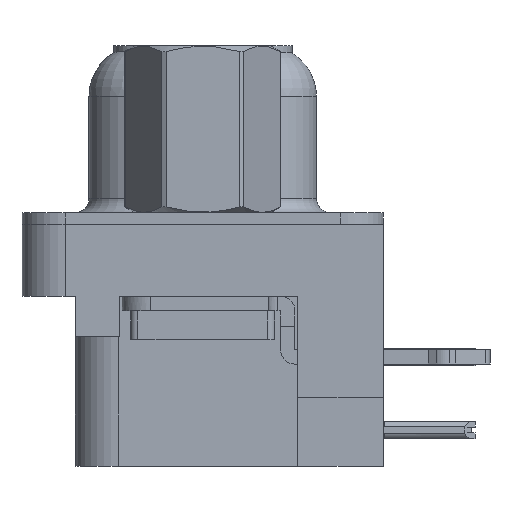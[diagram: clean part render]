
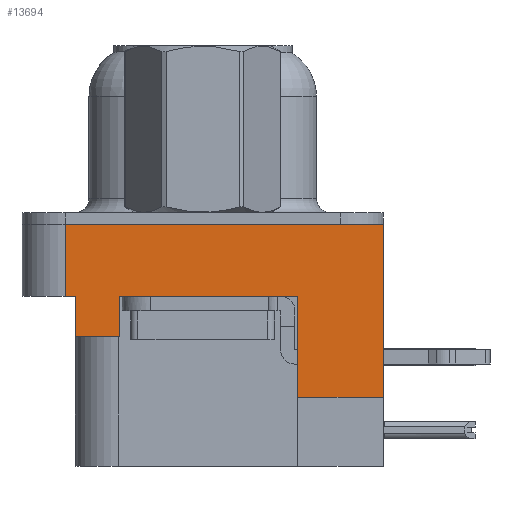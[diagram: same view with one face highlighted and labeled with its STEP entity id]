
A CAD part, left-side view. The second image highlights one B-rep face of the part: STEP entity #13694.
In plain terms, the highlighted planar face has unit normal (-1, 0, 0).
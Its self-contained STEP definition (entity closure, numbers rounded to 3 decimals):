
#765 = VECTOR ( 'NONE', #27694, 1000. ) ;
#877 = DIRECTION ( 'NONE',  ( 0., 0., 1. ) ) ;
#921 = EDGE_CURVE ( 'NONE', #17488, #12367, #26677, .T. ) ;
#1022 = ORIENTED_EDGE ( 'NONE', *, *, #17014, .F. ) ;
#2520 = LINE ( 'NONE', #26331, #3212 ) ;
#2682 = EDGE_CURVE ( 'NONE', #23647, #22049, #12725, .T. ) ;
#3212 = VECTOR ( 'NONE', #6915, 1000. ) ;
#3440 = VECTOR ( 'NONE', #22223, 1000. ) ;
#3922 = CARTESIAN_POINT ( 'NONE',  ( -2.91, 4.425, -3.9 ) ) ;
#4438 = ORIENTED_EDGE ( 'NONE', *, *, #16917, .T. ) ;
#5135 = VERTEX_POINT ( 'NONE', #15724 ) ;
#5241 = VECTOR ( 'NONE', #21613, 1000. ) ;
#5469 = CARTESIAN_POINT ( 'NONE',  ( -2.91, -3.295, -6. ) ) ;
#5741 = ORIENTED_EDGE ( 'NONE', *, *, #20605, .F. ) ;
#6031 = VECTOR ( 'NONE', #8759, 1000. ) ;
#6108 = VERTEX_POINT ( 'NONE', #5469 ) ;
#6518 = LINE ( 'NONE', #11296, #17521 ) ;
#6560 = CARTESIAN_POINT ( 'NONE',  ( -2.91, -6.275, -2.5 ) ) ;
#6706 = EDGE_LOOP ( 'NONE', ( #5741, #4438, #11926, #14942, #24137, #15454, #1022, #20114, #8660, #24470 ) ) ;
#6863 = VECTOR ( 'NONE', #24154, 1000. ) ;
#6915 = DIRECTION ( 'NONE',  ( 0., 0., 1. ) ) ;
#8035 = CARTESIAN_POINT ( 'NONE',  ( -2.91, 4.775, 0. ) ) ;
#8421 = CARTESIAN_POINT ( 'NONE',  ( -2.91, -6.275, -2.5 ) ) ;
#8660 = ORIENTED_EDGE ( 'NONE', *, *, #23749, .T. ) ;
#8759 = DIRECTION ( 'NONE',  ( 0., -1., 0. ) ) ;
#9607 = CARTESIAN_POINT ( 'NONE',  ( -2.91, 2.895, -2.5 ) ) ;
#9665 = LINE ( 'NONE', #21435, #21397 ) ;
#10235 = EDGE_CURVE ( 'NONE', #14689, #17488, #2520, .T. ) ;
#11068 = LINE ( 'NONE', #8421, #5241 ) ;
#11296 = CARTESIAN_POINT ( 'NONE',  ( -2.91, -3.295, -8.4 ) ) ;
#11466 = CARTESIAN_POINT ( 'NONE',  ( -2.91, 4.775, -2.5 ) ) ;
#11926 = ORIENTED_EDGE ( 'NONE', *, *, #921, .F. ) ;
#12367 = VERTEX_POINT ( 'NONE', #12869 ) ;
#12725 = LINE ( 'NONE', #25801, #6863 ) ;
#12869 = CARTESIAN_POINT ( 'NONE',  ( -2.91, -6.275, 0. ) ) ;
#13503 = DIRECTION ( 'NONE',  ( 0., 0., 1. ) ) ;
#13604 = FACE_OUTER_BOUND ( 'NONE', #6706, .T. ) ;
#13694 = ADVANCED_FACE ( 'NONE', ( #13604 ), #25018, .T. ) ;
#13835 = LINE ( 'NONE', #20688, #24863 ) ;
#14034 = DIRECTION ( 'NONE',  ( -1., 0., 0. ) ) ;
#14517 = CARTESIAN_POINT ( 'NONE',  ( -2.91, -6.275, -2.5 ) ) ;
#14689 = VERTEX_POINT ( 'NONE', #11466 ) ;
#14942 = ORIENTED_EDGE ( 'NONE', *, *, #10235, .F. ) ;
#15454 = ORIENTED_EDGE ( 'NONE', *, *, #2682, .F. ) ;
#15724 = CARTESIAN_POINT ( 'NONE',  ( -2.91, -6.275, -6. ) ) ;
#16232 = VERTEX_POINT ( 'NONE', #17532 ) ;
#16726 = AXIS2_PLACEMENT_3D ( 'NONE', #22788, #14034, #877 ) ;
#16917 = EDGE_CURVE ( 'NONE', #5135, #12367, #22773, .T. ) ;
#17014 = EDGE_CURVE ( 'NONE', #24121, #23647, #9665, .T. ) ;
#17488 = VERTEX_POINT ( 'NONE', #8035 ) ;
#17521 = VECTOR ( 'NONE', #13503, 1000. ) ;
#17532 = CARTESIAN_POINT ( 'NONE',  ( -2.91, -3.295, -2.5 ) ) ;
#17798 = CARTESIAN_POINT ( 'NONE',  ( -2.91, -6.495, -6. ) ) ;
#17943 = EDGE_CURVE ( 'NONE', #24121, #24084, #13835, .T. ) ;
#18227 = CARTESIAN_POINT ( 'NONE',  ( -2.91, 4.425, -2.5 ) ) ;
#18692 = CARTESIAN_POINT ( 'NONE',  ( -2.91, 2.895, -3.9 ) ) ;
#18894 = DIRECTION ( 'NONE',  ( 0., -1., 0. ) ) ;
#18984 = CARTESIAN_POINT ( 'NONE',  ( -2.91, -6.275, 0. ) ) ;
#20051 = EDGE_CURVE ( 'NONE', #6108, #16232, #6518, .T. ) ;
#20114 = ORIENTED_EDGE ( 'NONE', *, *, #17943, .T. ) ;
#20259 = LINE ( 'NONE', #17798, #3440 ) ;
#20605 = EDGE_CURVE ( 'NONE', #5135, #6108, #20259, .T. ) ;
#20688 = CARTESIAN_POINT ( 'NONE',  ( -2.91, 2.895, -3.9 ) ) ;
#20817 = VECTOR ( 'NONE', #18894, 1000. ) ;
#21397 = VECTOR ( 'NONE', #23566, 1000. ) ;
#21435 = CARTESIAN_POINT ( 'NONE',  ( -2.91, 4.425, -3.9 ) ) ;
#21613 = DIRECTION ( 'NONE',  ( 0., -1., 0. ) ) ;
#22049 = VERTEX_POINT ( 'NONE', #18227 ) ;
#22223 = DIRECTION ( 'NONE',  ( 0., 1., 0. ) ) ;
#22773 = LINE ( 'NONE', #14517, #765 ) ;
#22788 = CARTESIAN_POINT ( 'NONE',  ( -2.91, -6.275, -2.5 ) ) ;
#22912 = DIRECTION ( 'NONE',  ( 0., 0., 1. ) ) ;
#23566 = DIRECTION ( 'NONE',  ( 0., 1., 0. ) ) ;
#23595 = LINE ( 'NONE', #6560, #6031 ) ;
#23647 = VERTEX_POINT ( 'NONE', #3922 ) ;
#23749 = EDGE_CURVE ( 'NONE', #24084, #16232, #23595, .T. ) ;
#24084 = VERTEX_POINT ( 'NONE', #9607 ) ;
#24121 = VERTEX_POINT ( 'NONE', #18692 ) ;
#24137 = ORIENTED_EDGE ( 'NONE', *, *, #26568, .T. ) ;
#24154 = DIRECTION ( 'NONE',  ( 0., 0., 1. ) ) ;
#24470 = ORIENTED_EDGE ( 'NONE', *, *, #20051, .F. ) ;
#24863 = VECTOR ( 'NONE', #22912, 1000. ) ;
#25018 = PLANE ( 'NONE',  #16726 ) ;
#25801 = CARTESIAN_POINT ( 'NONE',  ( -2.91, 4.425, -3.9 ) ) ;
#26331 = CARTESIAN_POINT ( 'NONE',  ( -2.91, 4.775, -2.5 ) ) ;
#26568 = EDGE_CURVE ( 'NONE', #14689, #22049, #11068, .T. ) ;
#26677 = LINE ( 'NONE', #18984, #20817 ) ;
#27694 = DIRECTION ( 'NONE',  ( 0., 0., 1. ) ) ;
